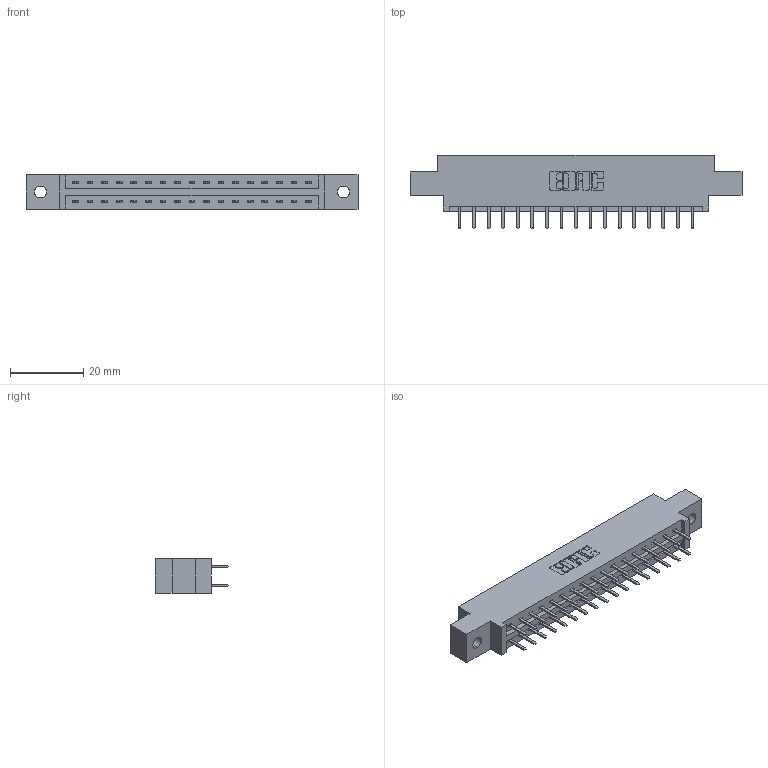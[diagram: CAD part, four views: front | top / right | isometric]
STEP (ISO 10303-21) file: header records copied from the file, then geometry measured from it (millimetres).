
FILE_DESCRIPTION (( 'STEP AP203' ), '1' );
FILE_NAME ('337-034-520-802.STEP', '2019-10-11T01:31:33', ( '' ), ( '' ), 'SwSTEP 2.0', 'SolidWorks 2016', '' );
FILE_SCHEMA (( 'CONFIG_CONTROL_DESIGN' ));
Length unit declared in the file: inch
Products named in the file (3): 345-292-001_345-293-120; 337-034-520-802; 337 Part_0.170 Offset - 0.128 Dia
Assembly tree (35 placements, depth 2):
  337-034-520-802
    337 Part_0.170 Offset - 0.128 Dia
    345-292-001_345-293-120  x34
Bounding box: 90.37 x 20.02 x 9.4 mm (x, y, z)
Volume: 9022.3 mm3; surface area: 9749.4 mm2
Topology: 35 solids, 35 shells, 2090 faces, 6069 edges, 3954 vertices
Faces by surface type: plane 1434, cylinder 656
Entity records: 16663 total; most frequent: CARTESIAN_POINT 2842, ORIENTED_EDGE 2766, DIRECTION 2451, EDGE_CURVE 1383, LINE 1251, VECTOR 1251, VERTEX_POINT 918, AXIS2_PLACEMENT_3D 600
